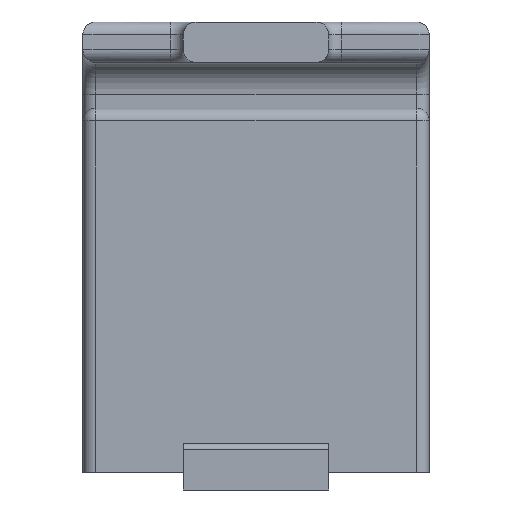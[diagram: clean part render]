
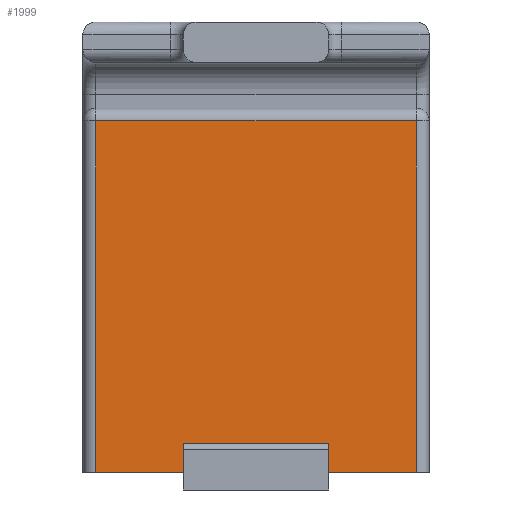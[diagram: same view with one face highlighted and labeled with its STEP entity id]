
A CAD part, front view. The second image highlights one B-rep face of the part: STEP entity #1999.
In plain terms, the highlighted planar face has unit normal (0, -1, 0).
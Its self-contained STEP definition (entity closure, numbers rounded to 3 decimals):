
#1999=ADVANCED_FACE('',(#3882),#3884,.T.);
#3882=FACE_BOUND('',#3883,.T.);
#3883=EDGE_LOOP('',(#5475,#5476,#5477,#5478,#5479,#5480,#5481,#5482));
#3884=PLANE('',#3885);
#3885=AXIS2_PLACEMENT_3D('',#3886,#3887,#3888);
#3886=CARTESIAN_POINT('',(-1.143,-1.44,2.323));
#3887=DIRECTION('',(0.,-1.,0.));
#3888=DIRECTION('',(0.,0.,-1.));
#5475=ORIENTED_EDGE('',*,*,#6295,.T.);
#5476=ORIENTED_EDGE('',*,*,#6296,.T.);
#5477=ORIENTED_EDGE('',*,*,#6280,.T.);
#5478=ORIENTED_EDGE('',*,*,#6297,.F.);
#5479=ORIENTED_EDGE('',*,*,#6298,.T.);
#5480=ORIENTED_EDGE('',*,*,#6299,.T.);
#5481=ORIENTED_EDGE('',*,*,#6271,.T.);
#5482=ORIENTED_EDGE('',*,*,#6294,.T.);
#6271=EDGE_CURVE('',#7538,#7536,#7539,.T.);
#6280=EDGE_CURVE('',#7552,#7553,#7554,.T.);
#6294=EDGE_CURVE('',#7536,#7572,#7574,.T.);
#6295=EDGE_CURVE('',#7572,#7575,#7576,.T.);
#6296=EDGE_CURVE('',#7575,#7552,#7577,.T.);
#6297=EDGE_CURVE('',#7578,#7553,#7579,.T.);
#6298=EDGE_CURVE('',#7578,#7580,#7581,.T.);
#6299=EDGE_CURVE('',#7580,#7538,#7582,.T.);
#7536=VERTEX_POINT('',#10479);
#7538=VERTEX_POINT('',#10484);
#7539=LINE('',#10485,#10486);
#7552=VERTEX_POINT('',#10520);
#7553=VERTEX_POINT('',#10521);
#7554=LINE('',#10522,#10523);
#7572=VERTEX_POINT('',#10569);
#7574=LINE('',#10574,#10575);
#7575=VERTEX_POINT('',#10577);
#7576=LINE('',#10578,#10579);
#7577=LINE('',#10581,#10582);
#7578=VERTEX_POINT('',#10584);
#7579=LINE('',#10585,#10586);
#7580=VERTEX_POINT('',#10588);
#7581=LINE('',#10589,#10590);
#7582=LINE('',#10592,#10593);
#10479=CARTESIAN_POINT('',(2.52,-1.44,-3.4));
#10484=CARTESIAN_POINT('',(1.143,-1.44,-3.4));
#10485=CARTESIAN_POINT('',(1.143,-1.44,-3.4));
#10486=VECTOR('',#10487,1.);
#10487=DIRECTION('',(1.,0.,0.));
#10520=CARTESIAN_POINT('',(-2.52,-1.44,-3.4));
#10521=CARTESIAN_POINT('',(-1.143,-1.44,-3.4));
#10522=CARTESIAN_POINT('',(-2.52,-1.44,-3.4));
#10523=VECTOR('',#10524,1.);
#10524=DIRECTION('',(1.,0.,0.));
#10569=CARTESIAN_POINT('',(2.52,-1.44,2.123));
#10574=CARTESIAN_POINT('',(2.52,-1.44,-3.4));
#10575=VECTOR('',#10576,1.);
#10576=DIRECTION('',(0.,0.,1.));
#10577=CARTESIAN_POINT('',(-2.52,-1.44,2.123));
#10578=CARTESIAN_POINT('',(2.52,-1.44,2.123));
#10579=VECTOR('',#10580,1.);
#10580=DIRECTION('',(-1.,0.,0.));
#10581=CARTESIAN_POINT('',(-2.52,-1.44,2.123));
#10582=VECTOR('',#10583,1.);
#10583=DIRECTION('',(0.,0.,-1.));
#10584=CARTESIAN_POINT('',(-1.143,-1.44,-2.942));
#10585=CARTESIAN_POINT('',(-1.143,-1.44,-2.942));
#10586=VECTOR('',#10587,1.);
#10587=DIRECTION('',(0.,0.,-1.));
#10588=CARTESIAN_POINT('',(1.143,-1.44,-2.942));
#10589=CARTESIAN_POINT('',(-1.143,-1.44,-2.942));
#10590=VECTOR('',#10591,1.);
#10591=DIRECTION('',(1.,0.,0.));
#10592=CARTESIAN_POINT('',(1.143,-1.44,-2.942));
#10593=VECTOR('',#10594,1.);
#10594=DIRECTION('',(0.,0.,-1.));
